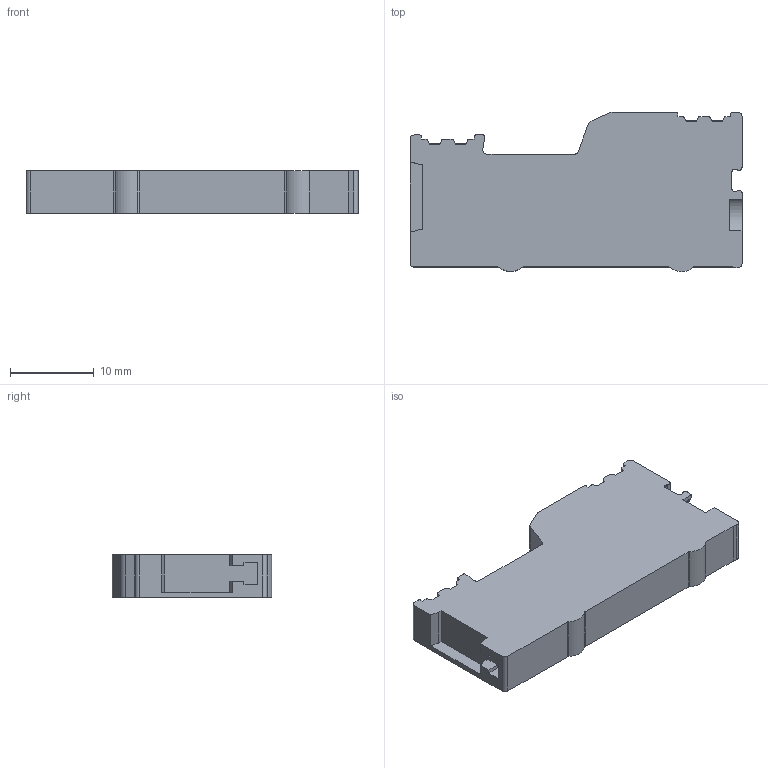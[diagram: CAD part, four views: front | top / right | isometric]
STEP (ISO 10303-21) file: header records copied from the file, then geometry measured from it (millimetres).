
FILE_DESCRIPTION((''),'2;1');
FILE_NAME('ZSTK25_1A1S_HB_3D_VOLUMINA','2014-08-14T',('Frank Ludolph'),(''),'PRO/ENGINEER BY PARAMETRIC TECHNOLOGY CORPORATION, 2013130','PRO/ENGINEER BY PARAMETRIC TECHNOLOGY CORPORATION, 2013130','');
FILE_SCHEMA(('CONFIG_CONTROL_DESIGN'));
Length unit declared in the file: millimetre
Products named in the file (1): ZSTK25_1A1S_HB_3D_VOLUMINA
Bounding box: 39.6 x 19 x 5.1 mm (x, y, z)
Volume: 3130.3 mm3; surface area: 1958.1 mm2
Topology: 1 solids, 1 shells, 124 faces, 359 edges, 240 vertices
Faces by surface type: plane 82, cylinder 38, cone 4
Entity records: 4155 total; most frequent: CARTESIAN_POINT 771, ORIENTED_EDGE 718, DIRECTION 683, EDGE_CURVE 359, VECTOR 271, LINE 271, VERTEX_POINT 240, AXIS2_PLACEMENT_3D 206
